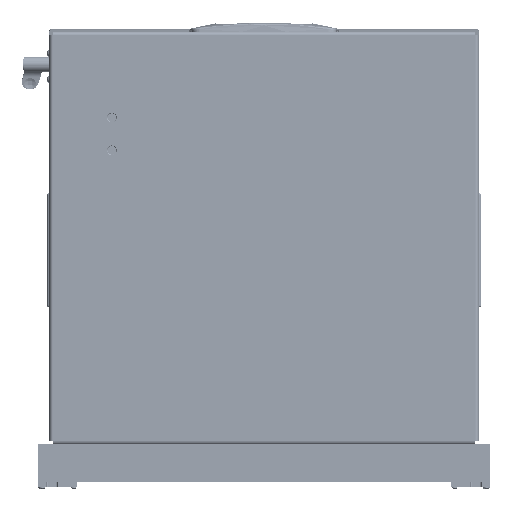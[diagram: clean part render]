
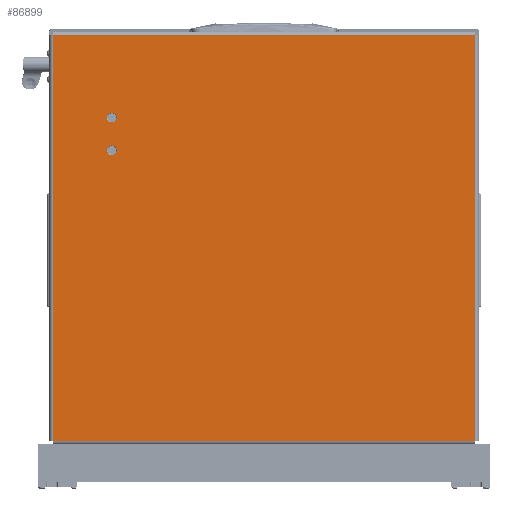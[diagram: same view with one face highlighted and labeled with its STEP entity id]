
A CAD part, front view. The second image highlights one B-rep face of the part: STEP entity #86899.
In plain terms, the highlighted face is planar.
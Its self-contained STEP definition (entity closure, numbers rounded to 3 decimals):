
#62 = VERTEX_POINT ( 'NONE', #1614 ) ;
#1107 = DIRECTION ( 'NONE',  ( 0., 0., -1. ) ) ;
#1614 = CARTESIAN_POINT ( 'NONE',  ( 84.8, 389., 0. ) ) ;
#5373 = DIRECTION ( 'NONE',  ( -1., 0., 0. ) ) ;
#7284 = EDGE_CURVE ( 'NONE', #37456, #29991, #33554, .T. ) ;
#9348 = VERTEX_POINT ( 'NONE', #12089 ) ;
#12089 = CARTESIAN_POINT ( 'NONE',  ( 130.2, 389., 0. ) ) ;
#12275 = DIRECTION ( 'NONE',  ( 0., 0., -1. ) ) ;
#12709 = CARTESIAN_POINT ( 'NONE',  ( 2., 0., 0. ) ) ;
#16308 = CARTESIAN_POINT ( 'NONE',  ( 125., 389., 0. ) ) ;
#18594 = ORIENTED_EDGE ( 'NONE', *, *, #21022, .F. ) ;
#21022 = EDGE_CURVE ( 'NONE', #91369, #9348, #71848, .T. ) ;
#22884 = VERTEX_POINT ( 'NONE', #87538 ) ;
#29623 = DIRECTION ( 'NONE',  ( -1., 0., 0. ) ) ;
#29991 = VERTEX_POINT ( 'NONE', #109469 ) ;
#32861 = AXIS2_PLACEMENT_3D ( 'NONE', #54855, #124951, #5373 ) ;
#33554 = LINE ( 'NONE', #44190, #124473 ) ;
#37456 = VERTEX_POINT ( 'NONE', #60834 ) ;
#40505 = CARTESIAN_POINT ( 'NONE',  ( 90., 389., 0. ) ) ;
#41145 = CIRCLE ( 'NONE', #74299, 5.2 ) ;
#42072 = CARTESIAN_POINT ( 'NONE',  ( 125., 389., 0. ) ) ;
#42848 = AXIS2_PLACEMENT_3D ( 'NONE', #42072, #12275, #64868 ) ;
#43144 = FACE_OUTER_BOUND ( 'NONE', #45304, .T. ) ;
#44190 = CARTESIAN_POINT ( 'NONE',  ( 0., 452., 0. ) ) ;
#44770 = PLANE ( 'NONE',  #32861 ) ;
#45304 = EDGE_LOOP ( 'NONE', ( #99460, #122071, #127106, #61306 ) ) ;
#45731 = CARTESIAN_POINT ( 'NONE',  ( 2., 0., 0. ) ) ;
#47251 = ORIENTED_EDGE ( 'NONE', *, *, #82620, .F. ) ;
#47610 = VECTOR ( 'NONE', #66684, 1000. ) ;
#47795 = FACE_BOUND ( 'NONE', #103169, .T. ) ;
#48334 = CIRCLE ( 'NONE', #117053, 5.2 ) ;
#48773 = LINE ( 'NONE', #95010, #92710 ) ;
#52642 = VERTEX_POINT ( 'NONE', #113697 ) ;
#54855 = CARTESIAN_POINT ( 'NONE',  ( 0., 452., 0. ) ) ;
#57513 = VECTOR ( 'NONE', #82845, 1000. ) ;
#60561 = DIRECTION ( 'NONE',  ( -1., 0., 0. ) ) ;
#60834 = CARTESIAN_POINT ( 'NONE',  ( 436., 452., 0. ) ) ;
#61306 = ORIENTED_EDGE ( 'NONE', *, *, #112071, .T. ) ;
#62032 = EDGE_CURVE ( 'NONE', #90012, #29991, #117533, .T. ) ;
#64868 = DIRECTION ( 'NONE',  ( -1., 0., 0. ) ) ;
#66684 = DIRECTION ( 'NONE',  ( 0., -1., 0. ) ) ;
#71029 = ORIENTED_EDGE ( 'NONE', *, *, #90298, .F. ) ;
#71848 = CIRCLE ( 'NONE', #42848, 5.2 ) ;
#74299 = AXIS2_PLACEMENT_3D ( 'NONE', #40505, #1107, #29623 ) ;
#74307 = LINE ( 'NONE', #125817, #47610 ) ;
#74889 = EDGE_CURVE ( 'NONE', #22884, #90012, #48773, .T. ) ;
#79446 = DIRECTION ( 'NONE',  ( 0., 0., -1. ) ) ;
#80680 = CARTESIAN_POINT ( 'NONE',  ( 90., 389., 0. ) ) ;
#81966 = DIRECTION ( 'NONE',  ( 0., 0., -1. ) ) ;
#82620 = EDGE_CURVE ( 'NONE', #52642, #62, #41145, .T. ) ;
#82845 = DIRECTION ( 'NONE',  ( 0., 1., 0. ) ) ;
#83217 = DIRECTION ( 'NONE',  ( -1., 0., 0. ) ) ;
#86899 = ADVANCED_FACE ( 'NONE', ( #47795, #88581, #43144 ), #44770, .T. ) ;
#87538 = CARTESIAN_POINT ( 'NONE',  ( 436., 0., 0. ) ) ;
#88581 = FACE_BOUND ( 'NONE', #105980, .T. ) ;
#90012 = VERTEX_POINT ( 'NONE', #45731 ) ;
#90298 = EDGE_CURVE ( 'NONE', #9348, #91369, #48334, .T. ) ;
#91369 = VERTEX_POINT ( 'NONE', #104725 ) ;
#92710 = VECTOR ( 'NONE', #83217, 1000. ) ;
#92951 = EDGE_CURVE ( 'NONE', #62, #52642, #104164, .T. ) ;
#95010 = CARTESIAN_POINT ( 'NONE',  ( 436., 0., 0. ) ) ;
#99460 = ORIENTED_EDGE ( 'NONE', *, *, #74889, .T. ) ;
#100093 = DIRECTION ( 'NONE',  ( -1., 0., 0. ) ) ;
#103169 = EDGE_LOOP ( 'NONE', ( #103527, #47251 ) ) ;
#103527 = ORIENTED_EDGE ( 'NONE', *, *, #92951, .F. ) ;
#104164 = CIRCLE ( 'NONE', #104850, 5.2 ) ;
#104725 = CARTESIAN_POINT ( 'NONE',  ( 119.8, 389., 0. ) ) ;
#104850 = AXIS2_PLACEMENT_3D ( 'NONE', #80680, #81966, #60561 ) ;
#105978 = DIRECTION ( 'NONE',  ( -1., 0., 0. ) ) ;
#105980 = EDGE_LOOP ( 'NONE', ( #18594, #71029 ) ) ;
#109469 = CARTESIAN_POINT ( 'NONE',  ( 2., 452., 0. ) ) ;
#112071 = EDGE_CURVE ( 'NONE', #37456, #22884, #74307, .T. ) ;
#113697 = CARTESIAN_POINT ( 'NONE',  ( 95.2, 389., 0. ) ) ;
#117053 = AXIS2_PLACEMENT_3D ( 'NONE', #16308, #79446, #100093 ) ;
#117533 = LINE ( 'NONE', #12709, #57513 ) ;
#122071 = ORIENTED_EDGE ( 'NONE', *, *, #62032, .T. ) ;
#124473 = VECTOR ( 'NONE', #105978, 1000. ) ;
#124951 = DIRECTION ( 'NONE',  ( 0., 0., -1. ) ) ;
#125817 = CARTESIAN_POINT ( 'NONE',  ( 436., 452., 0. ) ) ;
#127106 = ORIENTED_EDGE ( 'NONE', *, *, #7284, .F. ) ;
